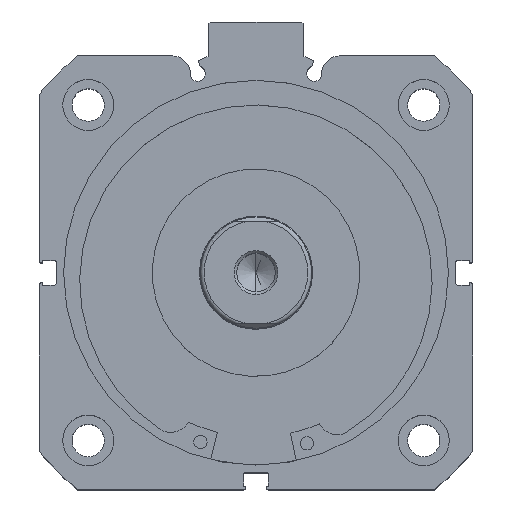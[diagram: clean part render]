
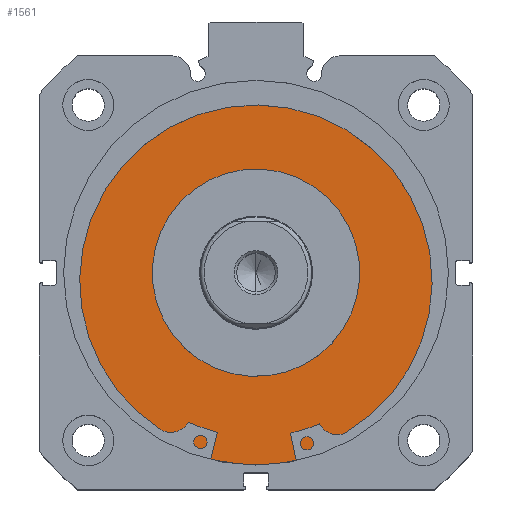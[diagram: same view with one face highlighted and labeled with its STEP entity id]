
A CAD part, top view. The second image highlights one B-rep face of the part: STEP entity #1561.
In plain terms, the highlighted face is planar.
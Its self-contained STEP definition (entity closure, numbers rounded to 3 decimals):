
#632 = DIRECTION ( 'NONE',  ( 0., 0., -1. ) ) ;
#850 = DIRECTION ( 'NONE',  ( 1., 0., 0. ) ) ;
#852 = CARTESIAN_POINT ( 'NONE',  ( 5.5, 51., 0. ) ) ;
#854 = PLANE ( 'NONE',  #3510 ) ;
#1096 = CARTESIAN_POINT ( 'NONE',  ( 5.5, 0., 51. ) ) ;
#1100 = CARTESIAN_POINT ( 'NONE',  ( 5.5, 0., -51. ) ) ;
#1111 = CARTESIAN_POINT ( 'NONE',  ( 5.5, 0., 27.5 ) ) ;
#1334 = VERTEX_POINT ( 'NONE', #1111 ) ;
#1339 = VERTEX_POINT ( 'NONE', #1100 ) ;
#1342 = VERTEX_POINT ( 'NONE', #1096 ) ;
#1561 = ADVANCED_FACE ( 'NONE', ( #2355, #2358 ), #854, .F. ) ;
#1866 = EDGE_LOOP ( 'NONE', ( #7233, #7232 ) ) ;
#1900 = EDGE_LOOP ( 'NONE', ( #7228, #7227 ) ) ;
#2355 = FACE_BOUND ( 'NONE', #1900, .T. ) ;
#2358 = FACE_OUTER_BOUND ( 'NONE', #1866, .T. ) ;
#2883 = CIRCLE ( 'NONE', #3724, 51. ) ;
#2987 = EDGE_CURVE ( 'NONE', #1342, #1339, #2883, .T. ) ;
#3350 = EDGE_CURVE ( 'NONE', #1334, #5096, #4702, .T. ) ;
#3369 = EDGE_CURVE ( 'NONE', #5096, #1334, #4742, .T. ) ;
#3419 = EDGE_CURVE ( 'NONE', #1339, #1342, #4902, .T. ) ;
#3510 = AXIS2_PLACEMENT_3D ( 'NONE', #852, #850, #632 ) ;
#3724 = AXIS2_PLACEMENT_3D ( 'NONE', #6804, #6801, #6800 ) ;
#3887 = AXIS2_PLACEMENT_3D ( 'NONE', #5185, #5187, #5188 ) ;
#3892 = AXIS2_PLACEMENT_3D ( 'NONE', #5274, #5275, #5276 ) ;
#3912 = AXIS2_PLACEMENT_3D ( 'NONE', #5360, #5397, #5398 ) ;
#4702 = CIRCLE ( 'NONE', #3887, 27.5 ) ;
#4742 = CIRCLE ( 'NONE', #3892, 27.5 ) ;
#4902 = CIRCLE ( 'NONE', #3912, 51. ) ;
#5096 = VERTEX_POINT ( 'NONE', #5453 ) ;
#5185 = CARTESIAN_POINT ( 'NONE',  ( 5.5, 0., 0. ) ) ;
#5187 = DIRECTION ( 'NONE',  ( -1., 0., 0. ) ) ;
#5188 = DIRECTION ( 'NONE',  ( 0., 0., 1. ) ) ;
#5274 = CARTESIAN_POINT ( 'NONE',  ( 5.5, 0., 0. ) ) ;
#5275 = DIRECTION ( 'NONE',  ( -1., 0., 0. ) ) ;
#5276 = DIRECTION ( 'NONE',  ( 0., 0., 1. ) ) ;
#5360 = CARTESIAN_POINT ( 'NONE',  ( 5.5, 0., 0. ) ) ;
#5397 = DIRECTION ( 'NONE',  ( -1., 0., 0. ) ) ;
#5398 = DIRECTION ( 'NONE',  ( 0., 0., 1. ) ) ;
#5453 = CARTESIAN_POINT ( 'NONE',  ( 5.5, 0., -27.5 ) ) ;
#6800 = DIRECTION ( 'NONE',  ( 0., 0., 1. ) ) ;
#6801 = DIRECTION ( 'NONE',  ( -1., 0., 0. ) ) ;
#6804 = CARTESIAN_POINT ( 'NONE',  ( 5.5, 0., 0. ) ) ;
#7227 = ORIENTED_EDGE ( 'NONE', *, *, #3369, .F. ) ;
#7228 = ORIENTED_EDGE ( 'NONE', *, *, #3350, .F. ) ;
#7232 = ORIENTED_EDGE ( 'NONE', *, *, #3419, .T. ) ;
#7233 = ORIENTED_EDGE ( 'NONE', *, *, #2987, .T. ) ;
